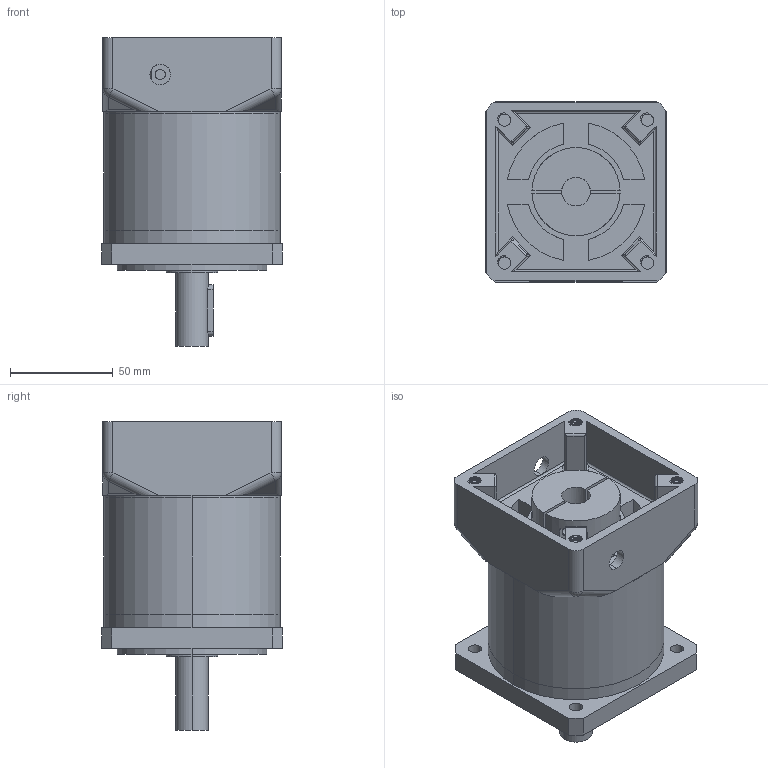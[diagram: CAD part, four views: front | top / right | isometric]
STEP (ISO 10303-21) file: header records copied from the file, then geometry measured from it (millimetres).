
FILE_DESCRIPTION (( 'STEP AP214' ), '1' );
FILE_NAME ('86媼撰厒掀.STEP', '2023-07-23T11:16:54', ( '' ), ( '' ), 'SwSTEP 2.0', 'SolidWorks 2021', '' );
FILE_SCHEMA (( 'AUTOMOTIVE_DESIGN' ));
Length unit declared in the file: millimetre
Products named in the file (4): 86二级减速齿圈; 86熬厒狟楊擘; 86媼撰厒掀; 86熬厒奻楊擘
Assembly tree (3 placements, depth 2):
  86媼撰厒掀
    86二级减速齿圈
    86熬厒奻楊擘
    86熬厒狟楊擘
Bounding box: 88 x 88 x 150.5 mm (x, y, z)
Volume: 603762.7 mm3; surface area: 96991.2 mm2
Topology: 3 solids, 3 shells, 323 faces, 827 edges, 516 vertices
Faces by surface type: cylinder 212, plane 84, bspline 23, sphere 4
Entity records: 17603 total; most frequent: CARTESIAN_POINT 10451, ORIENTED_EDGE 1630, DIRECTION 1300, EDGE_CURVE 815, VERTEX_POINT 516, AXIS2_PLACEMENT_3D 454, VECTOR 392, LINE 392
